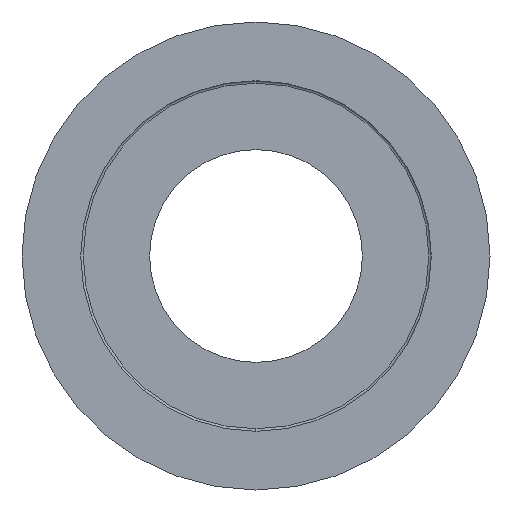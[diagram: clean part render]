
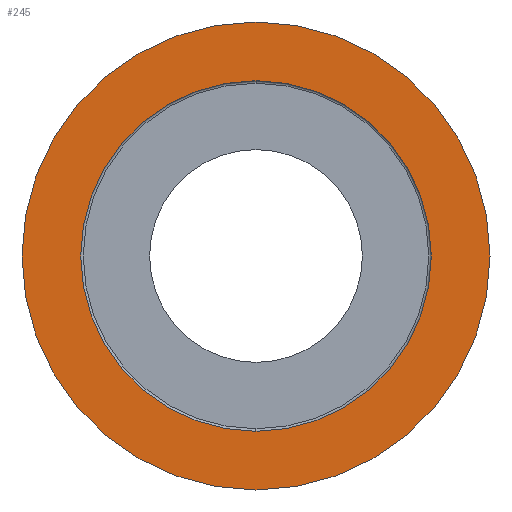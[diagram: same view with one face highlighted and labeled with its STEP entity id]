
A CAD part, left-side view. The second image highlights one B-rep face of the part: STEP entity #245.
In plain terms, the highlighted planar face has unit normal (-1, 0, 0).
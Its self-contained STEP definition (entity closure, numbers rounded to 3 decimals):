
#3 = EDGE_LOOP ( 'NONE', ( #499, #177 ) ) ;
#23 = EDGE_CURVE ( 'NONE', #441, #440, #554, .T. ) ;
#58 = EDGE_CURVE ( 'NONE', #253, #290, #107, .T. ) ;
#79 = CARTESIAN_POINT ( 'NONE',  ( 0., 0., 27.5 ) ) ;
#107 = CIRCLE ( 'NONE', #585, 27.5 ) ;
#117 = CARTESIAN_POINT ( 'NONE',  ( 0., 0., 0. ) ) ;
#121 = EDGE_CURVE ( 'NONE', #290, #253, #249, .T. ) ;
#153 = CARTESIAN_POINT ( 'NONE',  ( 0., 0., 0. ) ) ;
#157 = CARTESIAN_POINT ( 'NONE',  ( 0., 0., 20.6 ) ) ;
#177 = ORIENTED_EDGE ( 'NONE', *, *, #121, .T. ) ;
#184 = DIRECTION ( 'NONE',  ( -1., 0., 0. ) ) ;
#189 = DIRECTION ( 'NONE',  ( 0., 0., 1. ) ) ;
#191 = FACE_OUTER_BOUND ( 'NONE', #3, .T. ) ;
#205 = PLANE ( 'NONE',  #568 ) ;
#218 = DIRECTION ( 'NONE',  ( 0., 0., 1. ) ) ;
#236 = EDGE_CURVE ( 'NONE', #440, #441, #361, .T. ) ;
#245 = ADVANCED_FACE ( 'NONE', ( #717, #191 ), #205, .F. ) ;
#249 = CIRCLE ( 'NONE', #872, 27.5 ) ;
#253 = VERTEX_POINT ( 'NONE', #79 ) ;
#288 = ORIENTED_EDGE ( 'NONE', *, *, #236, .F. ) ;
#290 = VERTEX_POINT ( 'NONE', #844 ) ;
#293 = DIRECTION ( 'NONE',  ( 1., 0., 0. ) ) ;
#303 = AXIS2_PLACEMENT_3D ( 'NONE', #153, #652, #218 ) ;
#361 = CIRCLE ( 'NONE', #303, 20.6 ) ;
#414 = CARTESIAN_POINT ( 'NONE',  ( 0., 0., 0. ) ) ;
#440 = VERTEX_POINT ( 'NONE', #454 ) ;
#441 = VERTEX_POINT ( 'NONE', #157 ) ;
#454 = CARTESIAN_POINT ( 'NONE',  ( 0., 0., -20.6 ) ) ;
#476 = AXIS2_PLACEMENT_3D ( 'NONE', #117, #624, #189 ) ;
#493 = DIRECTION ( 'NONE',  ( 0., 0., 1. ) ) ;
#499 = ORIENTED_EDGE ( 'NONE', *, *, #58, .T. ) ;
#509 = CARTESIAN_POINT ( 'NONE',  ( 0., 0., -20.6 ) ) ;
#554 = CIRCLE ( 'NONE', #476, 20.6 ) ;
#568 = AXIS2_PLACEMENT_3D ( 'NONE', #509, #293, #779 ) ;
#585 = AXIS2_PLACEMENT_3D ( 'NONE', #618, #184, #687 ) ;
#618 = CARTESIAN_POINT ( 'NONE',  ( 0., 0., 0. ) ) ;
#624 = DIRECTION ( 'NONE',  ( -1., 0., 0. ) ) ;
#652 = DIRECTION ( 'NONE',  ( -1., 0., 0. ) ) ;
#667 = ORIENTED_EDGE ( 'NONE', *, *, #23, .F. ) ;
#687 = DIRECTION ( 'NONE',  ( 0., 0., 1. ) ) ;
#712 = EDGE_LOOP ( 'NONE', ( #667, #288 ) ) ;
#717 = FACE_BOUND ( 'NONE', #712, .T. ) ;
#779 = DIRECTION ( 'NONE',  ( 0., 0., -1. ) ) ;
#844 = CARTESIAN_POINT ( 'NONE',  ( 0., 0., -27.5 ) ) ;
#872 = AXIS2_PLACEMENT_3D ( 'NONE', #414, #883, #493 ) ;
#883 = DIRECTION ( 'NONE',  ( -1., 0., 0. ) ) ;
